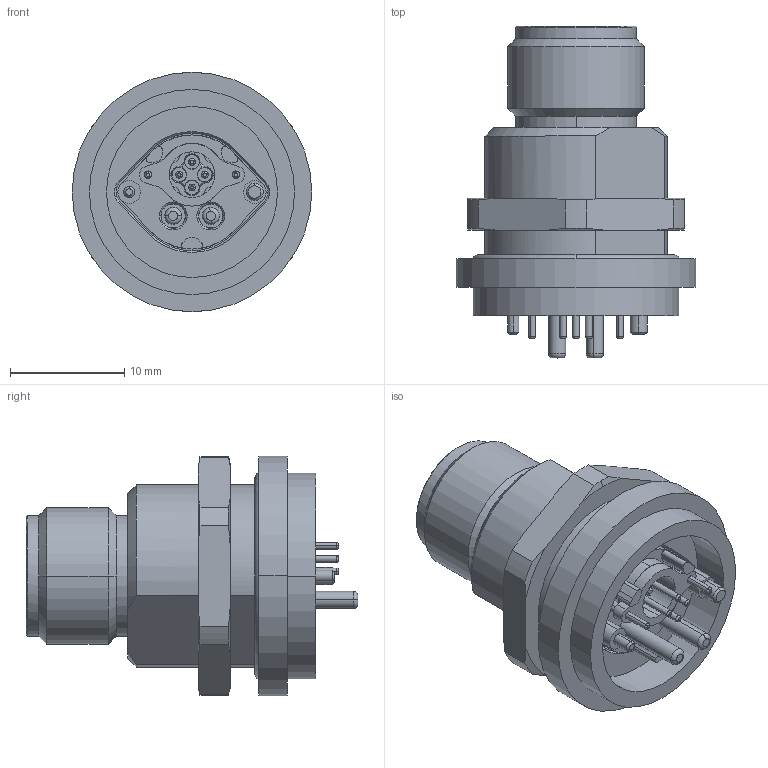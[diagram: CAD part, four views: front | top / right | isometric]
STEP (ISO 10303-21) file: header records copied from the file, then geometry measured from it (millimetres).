
FILE_DESCRIPTION (( 'STEP AP214' ), '1' );
FILE_NAME ('Y1醱啣宒鼠芛PCB.STEP', '2022-11-23T13:17:37', ( '' ), ( '' ), 'SwSTEP 2.0', 'SolidWorks 2018', '' );
FILE_SCHEMA (( 'AUTOMOTIVE_DESIGN' ));
Length unit declared in the file: millimetre
Products named in the file (13): 10Out-O-ring for rec; 10Main body screw; 10M16 screw rec; 10Assembly for singnal; 10housing for singnal; 101.5 PIN-plug; 10bracket for shell; Y1醱啣宒鼠芛PCB; 100.6 Pin-rec; 10Singnal shielded shell; 10Ground_pin_new; 10Housing for min body_4PIN; 錨璃25^10Assembly for male conn
Assembly tree (17 placements, depth 3):
  Y1醱啣宒鼠芛PCB
    10Housing for min body_4PIN
    10Assembly for singnal
      10Singnal shielded shell
      10housing for singnal
      100.6 Pin-rec  x4
    101.5 PIN-plug  x2
    10Main body screw
    10Out-O-ring for rec
    10M16 screw rec
    10bracket for shell
    10Ground_pin_new  x2
    錨璃25^10Assembly for male conn
Bounding box: 21 x 29.1 x 21 mm (x, y, z)
Volume: 7630.1 mm3; surface area: 12532.6 mm2
Topology: 20 solids, 31 shells, 1316 faces, 3197 edges, 2004 vertices
Faces by surface type: cylinder 494, plane 360, cone 286, bspline 98, torus 52, sphere 26
Entity records: 43437 total; most frequent: CARTESIAN_POINT 15394, DIRECTION 5947, ORIENTED_EDGE 5658, EDGE_CURVE 2829, AXIS2_PLACEMENT_3D 2453, VERTEX_POINT 1787, CIRCLE 1368, EDGE_LOOP 1314
